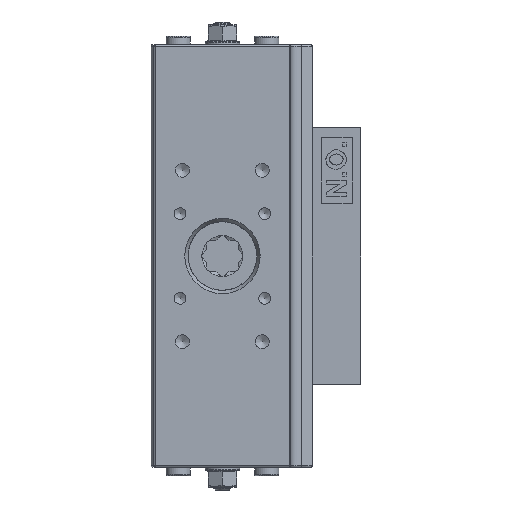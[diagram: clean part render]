
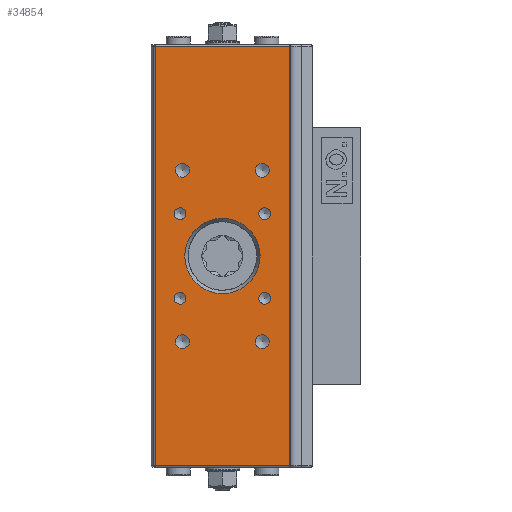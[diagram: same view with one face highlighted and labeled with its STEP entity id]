
A CAD part, front view. The second image highlights one B-rep face of the part: STEP entity #34854.
In plain terms, the highlighted planar face has unit normal (0, -1, 0).
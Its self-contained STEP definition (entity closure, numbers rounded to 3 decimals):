
#17378=CARTESIAN_POINT('',(23.5,-38.0,-5.5));
#17379=VERTEX_POINT('',#17378);
#17387=CARTESIAN_POINT('',(-23.5,-38.,-5.5));
#17388=VERTEX_POINT('',#17387);
#17389=CARTESIAN_POINT('',(23.5,-38.0,-5.5));
#17390=DIRECTION('',(-1.0,0.0,0.0));
#17391=VECTOR('',#17390,47.);
#17392=LINE('',#17389,#17391);
#17393=EDGE_CURVE('',#17379,#17388,#17392,.T.);
#33045=CARTESIAN_POINT('',(23.5,-38.,141.5));
#33046=VERTEX_POINT('',#33045);
#33055=CARTESIAN_POINT('',(-23.5,-38.,141.5));
#33056=VERTEX_POINT('',#33055);
#33064=CARTESIAN_POINT('',(23.5,-38.0,141.5));
#33065=DIRECTION('',(-1.0,0.0,0.0));
#33066=VECTOR('',#33065,47.);
#33067=LINE('',#33064,#33066);
#33068=EDGE_CURVE('',#33046,#33056,#33067,.T.);
#34325=CARTESIAN_POINT('',(-14.85,-38.,55.217));
#34326=VERTEX_POINT('',#34325);
#34327=CARTESIAN_POINT('',(-14.85,-38.,53.15));
#34328=DIRECTION('',(0.0,1.0,0.0));
#34329=DIRECTION('',(0.0,0.0,1.0));
#34330=AXIS2_PLACEMENT_3D('',#34327,#34328,#34329);
#34331=CIRCLE('',#34330,2.067);
#34332=EDGE_CURVE('',#34326,#34326,#34331,.T.);
#34404=CARTESIAN_POINT('',(12.783,-38.0,53.15));
#34405=VERTEX_POINT('',#34404);
#34406=CARTESIAN_POINT('',(14.85,-38.,53.15));
#34407=DIRECTION('',(0.0,1.0,0.0));
#34408=DIRECTION('',(-1.0,0.0,0.0));
#34409=AXIS2_PLACEMENT_3D('',#34406,#34407,#34408);
#34410=CIRCLE('',#34409,2.067);
#34411=EDGE_CURVE('',#34405,#34405,#34410,.T.);
#34483=CARTESIAN_POINT('',(14.85,-38.,80.783));
#34484=VERTEX_POINT('',#34483);
#34485=CARTESIAN_POINT('',(14.85,-38.,82.85));
#34486=DIRECTION('',(0.0,1.0,0.0));
#34487=DIRECTION('',(0.0,0.0,-1.0));
#34488=AXIS2_PLACEMENT_3D('',#34485,#34486,#34487);
#34489=CIRCLE('',#34488,2.067);
#34490=EDGE_CURVE('',#34484,#34484,#34489,.T.);
#34562=CARTESIAN_POINT('',(-12.783,-38.,82.85));
#34563=VERTEX_POINT('',#34562);
#34564=CARTESIAN_POINT('',(-14.85,-38.,82.85));
#34565=DIRECTION('',(0.0,1.0,0.0));
#34566=DIRECTION('',(1.0,0.0,0.0));
#34567=AXIS2_PLACEMENT_3D('',#34564,#34565,#34566);
#34568=CIRCLE('',#34567,2.067);
#34569=EDGE_CURVE('',#34563,#34563,#34568,.T.);
#34663=CARTESIAN_POINT('',(13.205,-38.,68.0));
#34664=VERTEX_POINT('',#34663);
#34665=CARTESIAN_POINT('',(0.,-38.0,68.0));
#34666=DIRECTION('',(0.0,-1.0,0.0));
#34667=DIRECTION('',(-1.0,0.0,0.0));
#34668=AXIS2_PLACEMENT_3D('',#34665,#34666,#34667);
#34669=CIRCLE('',#34668,13.205);
#34670=EDGE_CURVE('',#34664,#34664,#34669,.T.);
#34774=CARTESIAN_POINT('',(23.5,-38.,0.0));
#34775=DIRECTION('',(0.0,-1.0,0.0));
#34776=DIRECTION('',(0.0,0.0,-1.0));
#34777=AXIS2_PLACEMENT_3D('',#34774,#34775,#34776);
#34778=PLANE('',#34777);
#34779=CARTESIAN_POINT('',(-23.5,-38.,-5.5));
#34780=DIRECTION('',(0.0,0.0,1.0));
#34781=VECTOR('',#34780,147.);
#34782=LINE('',#34779,#34781);
#34783=EDGE_CURVE('',#17388,#33056,#34782,.T.);
#34784=ORIENTED_EDGE('',*,*,#34783,.F.);
#34785=ORIENTED_EDGE('',*,*,#17393,.F.);
#34786=CARTESIAN_POINT('',(23.5,-38.0,-5.5));
#34787=DIRECTION('',(0.0,0.0,1.0));
#34788=VECTOR('',#34787,147.);
#34789=LINE('',#34786,#34788);
#34790=EDGE_CURVE('',#17379,#33046,#34789,.T.);
#34791=ORIENTED_EDGE('',*,*,#34790,.T.);
#34792=ORIENTED_EDGE('',*,*,#33068,.T.);
#34793=EDGE_LOOP('',(#34784,#34785,#34791,#34792));
#34794=FACE_OUTER_BOUND('',#34793,.T.);
#34795=ORIENTED_EDGE('',*,*,#34332,.T.);
#34796=EDGE_LOOP('',(#34795));
#34797=FACE_BOUND('',#34796,.T.);
#34798=ORIENTED_EDGE('',*,*,#34411,.T.);
#34799=EDGE_LOOP('',(#34798));
#34800=FACE_BOUND('',#34799,.T.);
#34801=ORIENTED_EDGE('',*,*,#34490,.T.);
#34802=EDGE_LOOP('',(#34801));
#34803=FACE_BOUND('',#34802,.T.);
#34804=ORIENTED_EDGE('',*,*,#34569,.T.);
#34805=EDGE_LOOP('',(#34804));
#34806=FACE_BOUND('',#34805,.T.);
#34807=CARTESIAN_POINT('',(-11.541,-38.,38.));
#34808=VERTEX_POINT('',#34807);
#34809=CARTESIAN_POINT('',(-14.,-38.,38.));
#34810=DIRECTION('',(0.0,1.0,0.0));
#34811=DIRECTION('',(1.0,0.0,0.0));
#34812=AXIS2_PLACEMENT_3D('',#34809,#34810,#34811);
#34813=CIRCLE('',#34812,2.459);
#34814=EDGE_CURVE('',#34808,#34808,#34813,.T.);
#34815=ORIENTED_EDGE('',*,*,#34814,.T.);
#34816=EDGE_LOOP('',(#34815));
#34817=FACE_BOUND('',#34816,.T.);
#34818=CARTESIAN_POINT('',(16.458,-38.,98.0));
#34819=VERTEX_POINT('',#34818);
#34820=CARTESIAN_POINT('',(14.0,-38.,98.0));
#34821=DIRECTION('',(0.0,1.0,0.0));
#34822=DIRECTION('',(1.0,0.0,0.0));
#34823=AXIS2_PLACEMENT_3D('',#34820,#34821,#34822);
#34824=CIRCLE('',#34823,2.459);
#34825=EDGE_CURVE('',#34819,#34819,#34824,.T.);
#34826=ORIENTED_EDGE('',*,*,#34825,.T.);
#34827=EDGE_LOOP('',(#34826));
#34828=FACE_BOUND('',#34827,.T.);
#34829=CARTESIAN_POINT('',(-11.541,-38.,98.0));
#34830=VERTEX_POINT('',#34829);
#34831=CARTESIAN_POINT('',(-14.,-38.,98.0));
#34832=DIRECTION('',(0.0,1.0,0.0));
#34833=DIRECTION('',(1.0,0.0,0.0));
#34834=AXIS2_PLACEMENT_3D('',#34831,#34832,#34833);
#34835=CIRCLE('',#34834,2.459);
#34836=EDGE_CURVE('',#34830,#34830,#34835,.T.);
#34837=ORIENTED_EDGE('',*,*,#34836,.T.);
#34838=EDGE_LOOP('',(#34837));
#34839=FACE_BOUND('',#34838,.T.);
#34840=CARTESIAN_POINT('',(16.458,-38.,38.));
#34841=VERTEX_POINT('',#34840);
#34842=CARTESIAN_POINT('',(14.0,-38.,38.));
#34843=DIRECTION('',(0.0,1.0,0.0));
#34844=DIRECTION('',(1.0,0.0,0.0));
#34845=AXIS2_PLACEMENT_3D('',#34842,#34843,#34844);
#34846=CIRCLE('',#34845,2.459);
#34847=EDGE_CURVE('',#34841,#34841,#34846,.T.);
#34848=ORIENTED_EDGE('',*,*,#34847,.T.);
#34849=EDGE_LOOP('',(#34848));
#34850=FACE_BOUND('',#34849,.T.);
#34851=ORIENTED_EDGE('',*,*,#34670,.F.);
#34852=EDGE_LOOP('',(#34851));
#34853=FACE_BOUND('',#34852,.T.);
#34854=ADVANCED_FACE('',(#34794,#34797,#34800,#34803,#34806,#34817,#34828,#34839,#34850,#34853),#34778,.T.);
